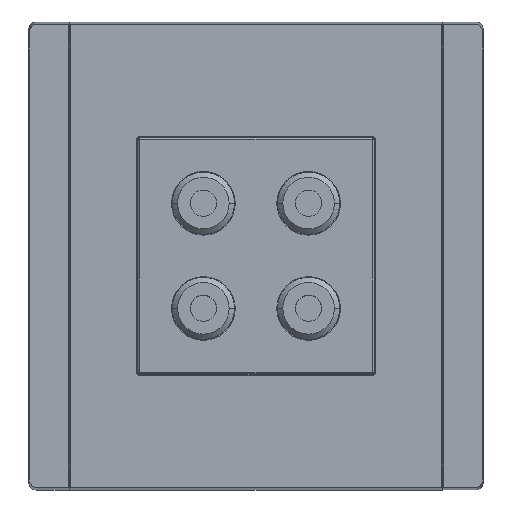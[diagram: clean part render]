
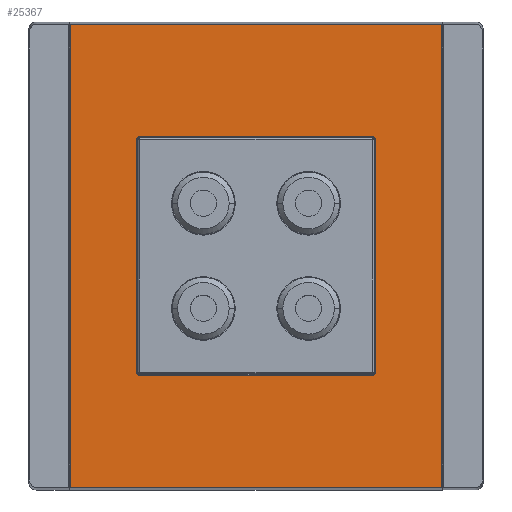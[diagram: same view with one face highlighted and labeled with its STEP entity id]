
A CAD part, top view. The second image highlights one B-rep face of the part: STEP entity #25367.
In plain terms, the highlighted planar face has unit normal (0, 0, 1).
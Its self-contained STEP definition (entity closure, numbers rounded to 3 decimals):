
#382 = VERTEX_POINT ( 'NONE', #50186 ) ;
#841 = CARTESIAN_POINT ( 'NONE',  ( 922.471, 77.322, 11.5 ) ) ;
#1092 = VECTOR ( 'NONE', #66388, 1000. ) ;
#1345 = VECTOR ( 'NONE', #62962, 1000. ) ;
#2765 = CARTESIAN_POINT ( 'NONE',  ( 900., 122.678, 11.5 ) ) ;
#4725 = ORIENTED_EDGE ( 'NONE', *, *, #14813, .T. ) ;
#6007 = VERTEX_POINT ( 'NONE', #63376 ) ;
#6376 =( BOUNDED_CURVE ( )  B_SPLINE_CURVE ( 3, ( #79632, #8813, #79213, #7970 ),
 .UNSPECIFIED., .F., .T. ) 
 B_SPLINE_CURVE_WITH_KNOTS ( ( 4, 4 ),
 ( 5.498, 7.068 ),
 .UNSPECIFIED. ) 
 CURVE ( )  GEOMETRIC_REPRESENTATION_ITEM ( )  RATIONAL_B_SPLINE_CURVE ( ( 1., 0.805, 0.805, 1. ) ) 
 REPRESENTATION_ITEM ( '' )  );
#7970 = CARTESIAN_POINT ( 'NONE',  ( 877.322, 77.822, 11.5 ) ) ;
#8697 = LINE ( 'NONE', #2765, #1092 ) ;
#8813 = CARTESIAN_POINT ( 'NONE',  ( 877.529, 77.322, 11.5 ) ) ;
#10213 = CARTESIAN_POINT ( 'NONE',  ( 877.529, 122.678, 11.5 ) ) ;
#11051 = CARTESIAN_POINT ( 'NONE',  ( 877.822, 122.678, 11.5 ) ) ;
#12740 = LINE ( 'NONE', #56889, #14517 ) ;
#13755 = DIRECTION ( 'NONE',  ( 0., 0., 1. ) ) ;
#14517 = VECTOR ( 'NONE', #77610, 1000. ) ;
#14813 = EDGE_CURVE ( 'NONE', #73668, #51325, #44973, .T. ) ;
#14873 = ORIENTED_EDGE ( 'NONE', *, *, #21655, .T. ) ;
#14888 = VECTOR ( 'NONE', #20354, 1000. ) ;
#15621 = EDGE_CURVE ( 'NONE', #53673, #382, #50319, .T. ) ;
#15691 = CARTESIAN_POINT ( 'NONE',  ( 922.471, 122.678, 11.5 ) ) ;
#15848 = ORIENTED_EDGE ( 'NONE', *, *, #55235, .T. ) ;
#18567 = VERTEX_POINT ( 'NONE', #31369 ) ;
#20354 = DIRECTION ( 'NONE',  ( -1., 0., 0. ) ) ;
#20532 = FACE_OUTER_BOUND ( 'NONE', #27964, .T. ) ;
#20951 = CARTESIAN_POINT ( 'NONE',  ( 900., 100., 11.5 ) ) ;
#21379 = DIRECTION ( 'NONE',  ( 1., 0., 0. ) ) ;
#21655 = EDGE_CURVE ( 'NONE', #53673, #18567, #62116, .T. ) ;
#22887 = CARTESIAN_POINT ( 'NONE',  ( 922.178, 122.678, 11.5 ) ) ;
#23071 = LINE ( 'NONE', #49362, #39251 ) ;
#24793 = EDGE_CURVE ( 'NONE', #26037, #382, #6376, .T. ) ;
#25367 = ADVANCED_FACE ( 'NONE', ( #20532, #46414 ), #53608, .T. ) ;
#26037 = VERTEX_POINT ( 'NONE', #61107 ) ;
#26705 = EDGE_CURVE ( 'NONE', #27515, #77137, #62846, .T. ) ;
#26747 = CARTESIAN_POINT ( 'NONE',  ( 922.678, 77.822, 11.5 ) ) ;
#27515 = VERTEX_POINT ( 'NONE', #26747 ) ;
#27793 = ORIENTED_EDGE ( 'NONE', *, *, #24793, .T. ) ;
#27950 = ORIENTED_EDGE ( 'NONE', *, *, #81503, .T. ) ;
#27964 = EDGE_LOOP ( 'NONE', ( #32553, #15848, #34626, #4725 ) ) ;
#28487 = VECTOR ( 'NONE', #52104, 1000. ) ;
#28965 =( BOUNDED_CURVE ( )  B_SPLINE_CURVE ( 3, ( #46268, #72110, #841, #29153 ),
 .UNSPECIFIED., .F., .T. ) 
 B_SPLINE_CURVE_WITH_KNOTS ( ( 4, 4 ),
 ( 5.498, 7.068 ),
 .UNSPECIFIED. ) 
 CURVE ( )  GEOMETRIC_REPRESENTATION_ITEM ( )  RATIONAL_B_SPLINE_CURVE ( ( 1., 0.805, 0.805, 1. ) ) 
 REPRESENTATION_ITEM ( '' )  );
#29153 = CARTESIAN_POINT ( 'NONE',  ( 922.178, 77.322, 11.5 ) ) ;
#30070 = CARTESIAN_POINT ( 'NONE',  ( 864.68, 144.091, 11.5 ) ) ;
#30448 = AXIS2_PLACEMENT_3D ( 'NONE', #20951, #13755, #21379 ) ;
#30588 = CARTESIAN_POINT ( 'NONE',  ( 877.322, 122.471, 11.5 ) ) ;
#30669 = CARTESIAN_POINT ( 'NONE',  ( 922.678, 100., 11.5 ) ) ;
#31369 = CARTESIAN_POINT ( 'NONE',  ( 877.822, 122.678, 11.5 ) ) ;
#31961 = CARTESIAN_POINT ( 'NONE',  ( 922.178, 122.678, 11.5 ) ) ;
#32527 = CARTESIAN_POINT ( 'NONE',  ( 922.678, 122.178, 11.5 ) ) ;
#32553 = ORIENTED_EDGE ( 'NONE', *, *, #81760, .T. ) ;
#33427 = LINE ( 'NONE', #78776, #28487 ) ;
#34626 = ORIENTED_EDGE ( 'NONE', *, *, #61528, .T. ) ;
#35433 = VECTOR ( 'NONE', #49010, 1000. ) ;
#35894 = CARTESIAN_POINT ( 'NONE',  ( 877.322, 100., 11.5 ) ) ;
#36503 = ORIENTED_EDGE ( 'NONE', *, *, #26705, .F. ) ;
#37268 = EDGE_CURVE ( 'NONE', #58308, #18567, #8697, .T. ) ;
#39251 = VECTOR ( 'NONE', #79899, 1000. ) ;
#39352 =( BOUNDED_CURVE ( )  B_SPLINE_CURVE ( 3, ( #22887, #15691, #67416, #80126 ),
 .UNSPECIFIED., .F., .T. ) 
 B_SPLINE_CURVE_WITH_KNOTS ( ( 4, 4 ),
 ( 5.498, 7.068 ),
 .UNSPECIFIED. ) 
 CURVE ( )  GEOMETRIC_REPRESENTATION_ITEM ( )  RATIONAL_B_SPLINE_CURVE ( ( 1., 0.805, 0.805, 1. ) ) 
 REPRESENTATION_ITEM ( '' )  );
#42430 = EDGE_LOOP ( 'NONE', ( #48983, #27793, #54051, #14873, #77275, #27950, #36503, #56298 ) ) ;
#44146 = CARTESIAN_POINT ( 'NONE',  ( 877.322, 122.178, 11.5 ) ) ;
#44973 = LINE ( 'NONE', #70809, #14888 ) ;
#45014 = EDGE_CURVE ( 'NONE', #26037, #51025, #12740, .T. ) ;
#46268 = CARTESIAN_POINT ( 'NONE',  ( 922.678, 77.822, 11.5 ) ) ;
#46414 = FACE_BOUND ( 'NONE', #42430, .T. ) ;
#48983 = ORIENTED_EDGE ( 'NONE', *, *, #45014, .F. ) ;
#49010 = DIRECTION ( 'NONE',  ( 0., 1., 0. ) ) ;
#49362 = CARTESIAN_POINT ( 'NONE',  ( 900., 55.909, 11.5 ) ) ;
#50186 = CARTESIAN_POINT ( 'NONE',  ( 877.322, 77.822, 11.5 ) ) ;
#50319 = LINE ( 'NONE', #35894, #1345 ) ;
#51025 = VERTEX_POINT ( 'NONE', #66556 ) ;
#51325 = VERTEX_POINT ( 'NONE', #30070 ) ;
#52104 = DIRECTION ( 'NONE',  ( 0., -1., 0. ) ) ;
#53608 = PLANE ( 'NONE',  #30448 ) ;
#53673 = VERTEX_POINT ( 'NONE', #58924 ) ;
#54051 = ORIENTED_EDGE ( 'NONE', *, *, #15621, .F. ) ;
#55235 = EDGE_CURVE ( 'NONE', #6007, #79356, #23071, .T. ) ;
#55598 = CARTESIAN_POINT ( 'NONE',  ( 935.32, 144.091, 11.5 ) ) ;
#56298 = ORIENTED_EDGE ( 'NONE', *, *, #70048, .T. ) ;
#56889 = CARTESIAN_POINT ( 'NONE',  ( 900., 77.322, 11.5 ) ) ;
#58308 = VERTEX_POINT ( 'NONE', #31961 ) ;
#58924 = CARTESIAN_POINT ( 'NONE',  ( 877.322, 122.178, 11.5 ) ) ;
#61107 = CARTESIAN_POINT ( 'NONE',  ( 877.822, 77.322, 11.5 ) ) ;
#61528 = EDGE_CURVE ( 'NONE', #79356, #73668, #76081, .T. ) ;
#62116 =( BOUNDED_CURVE ( )  B_SPLINE_CURVE ( 3, ( #44146, #30588, #10213, #11051 ),
 .UNSPECIFIED., .F., .T. ) 
 B_SPLINE_CURVE_WITH_KNOTS ( ( 4, 4 ),
 ( 5.498, 7.068 ),
 .UNSPECIFIED. ) 
 CURVE ( )  GEOMETRIC_REPRESENTATION_ITEM ( )  RATIONAL_B_SPLINE_CURVE ( ( 1., 0.805, 0.805, 1. ) ) 
 REPRESENTATION_ITEM ( '' )  );
#62846 = LINE ( 'NONE', #30669, #83363 ) ;
#62879 = CARTESIAN_POINT ( 'NONE',  ( 935.32, 55.909, 11.5 ) ) ;
#62962 = DIRECTION ( 'NONE',  ( 0., -1., 0. ) ) ;
#63376 = CARTESIAN_POINT ( 'NONE',  ( 864.68, 55.909, 11.5 ) ) ;
#66388 = DIRECTION ( 'NONE',  ( -1., 0., 0. ) ) ;
#66556 = CARTESIAN_POINT ( 'NONE',  ( 922.178, 77.322, 11.5 ) ) ;
#67416 = CARTESIAN_POINT ( 'NONE',  ( 922.678, 122.471, 11.5 ) ) ;
#70048 = EDGE_CURVE ( 'NONE', #27515, #51025, #28965, .T. ) ;
#70066 = DIRECTION ( 'NONE',  ( 0., 1., 0. ) ) ;
#70809 = CARTESIAN_POINT ( 'NONE',  ( 900., 144.091, 11.5 ) ) ;
#72110 = CARTESIAN_POINT ( 'NONE',  ( 922.678, 77.529, 11.5 ) ) ;
#73668 = VERTEX_POINT ( 'NONE', #55598 ) ;
#76081 = LINE ( 'NONE', #81998, #35433 ) ;
#77137 = VERTEX_POINT ( 'NONE', #32527 ) ;
#77275 = ORIENTED_EDGE ( 'NONE', *, *, #37268, .F. ) ;
#77610 = DIRECTION ( 'NONE',  ( 1., 0., 0. ) ) ;
#78776 = CARTESIAN_POINT ( 'NONE',  ( 864.68, 100., 11.5 ) ) ;
#79213 = CARTESIAN_POINT ( 'NONE',  ( 877.322, 77.529, 11.5 ) ) ;
#79356 = VERTEX_POINT ( 'NONE', #62879 ) ;
#79632 = CARTESIAN_POINT ( 'NONE',  ( 877.822, 77.322, 11.5 ) ) ;
#79899 = DIRECTION ( 'NONE',  ( 1., 0., 0. ) ) ;
#80126 = CARTESIAN_POINT ( 'NONE',  ( 922.678, 122.178, 11.5 ) ) ;
#81503 = EDGE_CURVE ( 'NONE', #58308, #77137, #39352, .T. ) ;
#81760 = EDGE_CURVE ( 'NONE', #51325, #6007, #33427, .T. ) ;
#81998 = CARTESIAN_POINT ( 'NONE',  ( 935.32, 100., 11.5 ) ) ;
#83363 = VECTOR ( 'NONE', #70066, 1000. ) ;
